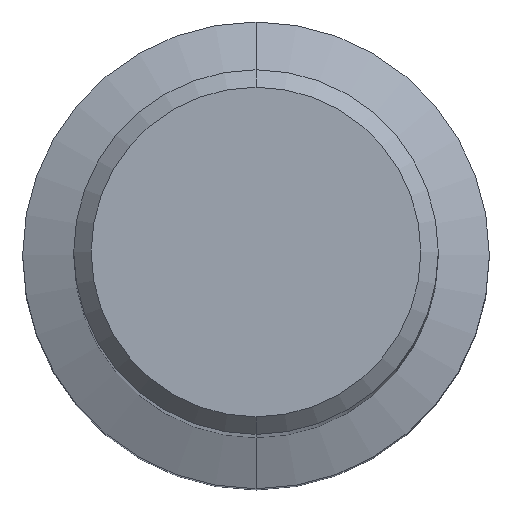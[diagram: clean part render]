
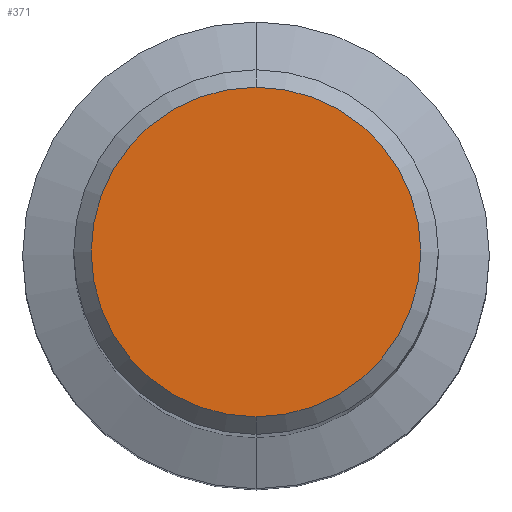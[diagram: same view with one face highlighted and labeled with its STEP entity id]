
A CAD part, top view. The second image highlights one B-rep face of the part: STEP entity #371.
In plain terms, the highlighted planar face has unit normal (0, 0, 1).
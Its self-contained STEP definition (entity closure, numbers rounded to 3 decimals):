
#305=VERTEX_POINT('',#677);
#329=EDGE_CURVE('',#473,#305,#704,.T.);
#331=EDGE_CURVE('',#305,#473,#706,.T.);
#371=ADVANCED_FACE('',(#747),#748,.T.);
#473=VERTEX_POINT('',#860);
#677=CARTESIAN_POINT('',(0.,-5.65,0.0));
#704=CIRCLE('',#1206,5.65);
#706=CIRCLE('',#1209,5.65);
#747=FACE_OUTER_BOUND('',#1289,.T.);
#748=PLANE('',#1290);
#860=CARTESIAN_POINT('',(0.0,5.65,0.0));
#1206=AXIS2_PLACEMENT_3D('',#1907,#1908,#1909);
#1209=AXIS2_PLACEMENT_3D('',#1910,#1911,#1912);
#1289=EDGE_LOOP('',(#1939,#1940));
#1290=AXIS2_PLACEMENT_3D('',#1941,#1942,#1943);
#1907=CARTESIAN_POINT('',(0.0,0.0,0.0));
#1908=DIRECTION('',(0.0,0.0,-1.0));
#1909=DIRECTION('',(0.0,1.0,0.0));
#1910=CARTESIAN_POINT('',(0.0,0.0,0.0));
#1911=DIRECTION('',(0.0,0.0,-1.0));
#1912=DIRECTION('',(0.0,1.0,0.0));
#1939=ORIENTED_EDGE('',*,*,#329,.F.);
#1940=ORIENTED_EDGE('',*,*,#331,.F.);
#1941=CARTESIAN_POINT('',(0.0,2.825,0.0));
#1942=DIRECTION('',(-0.0,0.0,1.0));
#1943=DIRECTION('',(0.0,-1.0,0.0));
